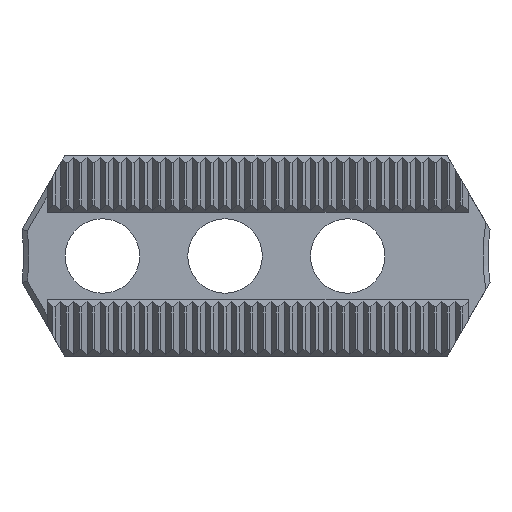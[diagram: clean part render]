
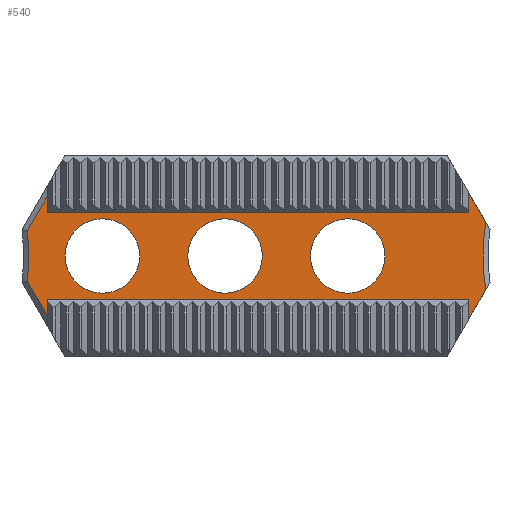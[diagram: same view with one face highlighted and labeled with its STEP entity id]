
A CAD part, left-side view. The second image highlights one B-rep face of the part: STEP entity #540.
In plain terms, the highlighted planar face has unit normal (-1, 0, 0).
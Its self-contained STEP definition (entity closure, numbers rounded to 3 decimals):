
#20 = EDGE_CURVE ( 'NONE', #5521, #3909, #5253, .T. ) ;
#133 = DIRECTION ( 'NONE',  ( 0., 0., 1. ) ) ;
#272 = VERTEX_POINT ( 'NONE', #3782 ) ;
#485 = EDGE_CURVE ( 'NONE', #664, #8599, #7481, .T. ) ;
#523 = DIRECTION ( 'NONE',  ( 0., 0., -1. ) ) ;
#540 = ADVANCED_FACE ( 'NONE', ( #8516, #6446, #9374, #7790 ), #4142, .F. ) ;
#566 = CARTESIAN_POINT ( 'NONE',  ( 4., -19., 0. ) ) ;
#664 = VERTEX_POINT ( 'NONE', #6994 ) ;
#786 = AXIS2_PLACEMENT_3D ( 'NONE', #2084, #4985, #1411 ) ;
#795 = DIRECTION ( 'NONE',  ( 0., 0., -1. ) ) ;
#872 = VERTEX_POINT ( 'NONE', #7556 ) ;
#974 = VERTEX_POINT ( 'NONE', #7896 ) ;
#1021 = CARTESIAN_POINT ( 'NONE',  ( 4., 50.25, -11.5 ) ) ;
#1095 = AXIS2_PLACEMENT_3D ( 'NONE', #2328, #9003, #1732 ) ;
#1112 = VERTEX_POINT ( 'NONE', #5882 ) ;
#1172 = LINE ( 'NONE', #5524, #7681 ) ;
#1260 = ORIENTED_EDGE ( 'NONE', *, *, #8306, .T. ) ;
#1343 = CARTESIAN_POINT ( 'NONE',  ( 4., 0.227, 3.806 ) ) ;
#1356 = LINE ( 'NONE', #3351, #1637 ) ;
#1384 = DIRECTION ( 'NONE',  ( 1., 0., 0. ) ) ;
#1396 = DIRECTION ( 'NONE',  ( 0., 0., 1. ) ) ;
#1411 = DIRECTION ( 'NONE',  ( 0., 0., -1. ) ) ;
#1499 = CARTESIAN_POINT ( 'NONE',  ( 4., 2.25, 7.31 ) ) ;
#1590 = EDGE_CURVE ( 'NONE', #974, #4277, #2884, .T. ) ;
#1637 = VECTOR ( 'NONE', #4267, 1000. ) ;
#1661 = VECTOR ( 'NONE', #6099, 1000. ) ;
#1732 = DIRECTION ( 'NONE',  ( 0., 0., -1. ) ) ;
#1760 = CARTESIAN_POINT ( 'NONE',  ( 4., 2.25, -11.5 ) ) ;
#1829 = VERTEX_POINT ( 'NONE', #6164 ) ;
#1956 = DIRECTION ( 'NONE',  ( 0., 0., -1. ) ) ;
#1986 = VECTOR ( 'NONE', #5986, 1000. ) ;
#2022 = VECTOR ( 'NONE', #8244, 1000. ) ;
#2052 = DIRECTION ( 'NONE',  ( 0., 0., -1. ) ) ;
#2084 = CARTESIAN_POINT ( 'NONE',  ( 4., 30., 0. ) ) ;
#2181 = EDGE_CURVE ( 'NONE', #3299, #1829, #1172, .T. ) ;
#2250 = LINE ( 'NONE', #6014, #4221 ) ;
#2281 = CARTESIAN_POINT ( 'NONE',  ( 4., 44., -4.25 ) ) ;
#2328 = CARTESIAN_POINT ( 'NONE',  ( 4., 79., 0. ) ) ;
#2401 = ORIENTED_EDGE ( 'NONE', *, *, #485, .T. ) ;
#2410 = VERTEX_POINT ( 'NONE', #2281 ) ;
#2454 = AXIS2_PLACEMENT_3D ( 'NONE', #7066, #2823, #523 ) ;
#2526 = EDGE_CURVE ( 'NONE', #4277, #1829, #2911, .T. ) ;
#2538 = AXIS2_PLACEMENT_3D ( 'NONE', #2615, #8609, #2052 ) ;
#2615 = CARTESIAN_POINT ( 'NONE',  ( 4., 44., 0. ) ) ;
#2776 = EDGE_CURVE ( 'NONE', #3888, #272, #1356, .T. ) ;
#2823 = DIRECTION ( 'NONE',  ( 1., 0., 0. ) ) ;
#2884 = LINE ( 'NONE', #5794, #5532 ) ;
#2911 = LINE ( 'NONE', #3801, #7897 ) ;
#2934 = CIRCLE ( 'NONE', #6725, 4.25 ) ;
#2989 = CARTESIAN_POINT ( 'NONE',  ( 4., 36.243, -31.126 ) ) ;
#2994 = ORIENTED_EDGE ( 'NONE', *, *, #5043, .F. ) ;
#3003 = CARTESIAN_POINT ( 'NONE',  ( 4., 50.25, -6.864 ) ) ;
#3086 = LINE ( 'NONE', #2989, #5068 ) ;
#3198 = CARTESIAN_POINT ( 'NONE',  ( 4., 50.25, 5. ) ) ;
#3299 = VERTEX_POINT ( 'NONE', #3003 ) ;
#3351 = CARTESIAN_POINT ( 'NONE',  ( 4., 46.202, 13.876 ) ) ;
#3353 = AXIS2_PLACEMENT_3D ( 'NONE', #566, #1384, #1956 ) ;
#3720 = ORIENTED_EDGE ( 'NONE', *, *, #7772, .T. ) ;
#3761 = EDGE_CURVE ( 'NONE', #2410, #2410, #4986, .T. ) ;
#3782 = CARTESIAN_POINT ( 'NONE',  ( 4., 52.555, 2.871 ) ) ;
#3798 = ORIENTED_EDGE ( 'NONE', *, *, #9451, .T. ) ;
#3801 = CARTESIAN_POINT ( 'NONE',  ( 4., -0.238, -5. ) ) ;
#3858 = ORIENTED_EDGE ( 'NONE', *, *, #9432, .T. ) ;
#3876 = ORIENTED_EDGE ( 'NONE', *, *, #2181, .T. ) ;
#3888 = VERTEX_POINT ( 'NONE', #8882 ) ;
#3909 = VERTEX_POINT ( 'NONE', #1499 ) ;
#4039 = ORIENTED_EDGE ( 'NONE', *, *, #5157, .F. ) ;
#4142 = PLANE ( 'NONE',  #2454 ) ;
#4221 = VECTOR ( 'NONE', #5241, 1000. ) ;
#4267 = DIRECTION ( 'NONE',  ( 0., 0.5, -0.866 ) ) ;
#4277 = VERTEX_POINT ( 'NONE', #5438 ) ;
#4473 = ORIENTED_EDGE ( 'NONE', *, *, #2776, .T. ) ;
#4593 = LINE ( 'NONE', #7517, #2022 ) ;
#4606 = CIRCLE ( 'NONE', #1095, 26.6 ) ;
#4636 = CARTESIAN_POINT ( 'NONE',  ( 4., 16., -4.25 ) ) ;
#4682 = ORIENTED_EDGE ( 'NONE', *, *, #1590, .F. ) ;
#4985 = DIRECTION ( 'NONE',  ( 1., 0., 0. ) ) ;
#4986 = CIRCLE ( 'NONE', #2538, 4.25 ) ;
#5043 = EDGE_CURVE ( 'NONE', #664, #974, #2250, .T. ) ;
#5068 = VECTOR ( 'NONE', #6170, 1000. ) ;
#5157 = EDGE_CURVE ( 'NONE', #3909, #8599, #6806, .T. ) ;
#5241 = DIRECTION ( 'NONE',  ( 0., 0.5, -0.866 ) ) ;
#5253 = LINE ( 'NONE', #1760, #1986 ) ;
#5305 = EDGE_LOOP ( 'NONE', ( #8789 ) ) ;
#5438 = CARTESIAN_POINT ( 'NONE',  ( 4., 2.25, -5. ) ) ;
#5521 = VERTEX_POINT ( 'NONE', #5584 ) ;
#5524 = CARTESIAN_POINT ( 'NONE',  ( 4., 50.25, -11.5 ) ) ;
#5532 = VECTOR ( 'NONE', #1396, 1000. ) ;
#5584 = CARTESIAN_POINT ( 'NONE',  ( 4., 2.25, 5. ) ) ;
#5670 = VECTOR ( 'NONE', #133, 1000. ) ;
#5794 = CARTESIAN_POINT ( 'NONE',  ( 4., 2.25, -11.5 ) ) ;
#5882 = CARTESIAN_POINT ( 'NONE',  ( 4., 52.555, -2.871 ) ) ;
#5986 = DIRECTION ( 'NONE',  ( 0., 0., 1. ) ) ;
#6014 = CARTESIAN_POINT ( 'NONE',  ( 4., 4.669, -11.5 ) ) ;
#6051 = DIRECTION ( 'NONE',  ( 1., 0., 0. ) ) ;
#6099 = DIRECTION ( 'NONE',  ( 0., -0.5, -0.866 ) ) ;
#6123 = CIRCLE ( 'NONE', #786, 4.25 ) ;
#6164 = CARTESIAN_POINT ( 'NONE',  ( 4., 50.25, -5. ) ) ;
#6170 = DIRECTION ( 'NONE',  ( 0., -0.5, -0.866 ) ) ;
#6446 = FACE_BOUND ( 'NONE', #6799, .T. ) ;
#6596 = ORIENTED_EDGE ( 'NONE', *, *, #8134, .T. ) ;
#6659 = DIRECTION ( 'NONE',  ( 0., 1., 0. ) ) ;
#6725 = AXIS2_PLACEMENT_3D ( 'NONE', #8889, #6051, #795 ) ;
#6799 = EDGE_LOOP ( 'NONE', ( #3720 ) ) ;
#6806 = LINE ( 'NONE', #7621, #1661 ) ;
#6860 = DIRECTION ( 'NONE',  ( 0., 0., 1. ) ) ;
#6994 = CARTESIAN_POINT ( 'NONE',  ( 4., 0.227, -3.806 ) ) ;
#7031 = EDGE_LOOP ( 'NONE', ( #2994, #2401, #4039, #7971, #3858, #8996, #4473, #3798, #1260, #3876, #8163, #4682 ) ) ;
#7066 = CARTESIAN_POINT ( 'NONE',  ( 4., 2.25, -11.5 ) ) ;
#7424 = VERTEX_POINT ( 'NONE', #4636 ) ;
#7481 = CIRCLE ( 'NONE', #3353, 19.6 ) ;
#7517 = CARTESIAN_POINT ( 'NONE',  ( 4., -0.238, 5. ) ) ;
#7556 = CARTESIAN_POINT ( 'NONE',  ( 4., 30., -4.25 ) ) ;
#7621 = CARTESIAN_POINT ( 'NONE',  ( 4., 4.669, 11.5 ) ) ;
#7681 = VECTOR ( 'NONE', #6860, 1000. ) ;
#7772 = EDGE_CURVE ( 'NONE', #7424, #7424, #2934, .T. ) ;
#7790 = FACE_BOUND ( 'NONE', #5305, .T. ) ;
#7896 = CARTESIAN_POINT ( 'NONE',  ( 4., 2.25, -7.31 ) ) ;
#7897 = VECTOR ( 'NONE', #6659, 1000. ) ;
#7971 = ORIENTED_EDGE ( 'NONE', *, *, #20, .F. ) ;
#8134 = EDGE_CURVE ( 'NONE', #872, #872, #6123, .T. ) ;
#8163 = ORIENTED_EDGE ( 'NONE', *, *, #2526, .F. ) ;
#8244 = DIRECTION ( 'NONE',  ( 0., 1., 0. ) ) ;
#8306 = EDGE_CURVE ( 'NONE', #1112, #3299, #3086, .T. ) ;
#8344 = LINE ( 'NONE', #1021, #5670 ) ;
#8516 = FACE_OUTER_BOUND ( 'NONE', #7031, .T. ) ;
#8599 = VERTEX_POINT ( 'NONE', #1343 ) ;
#8609 = DIRECTION ( 'NONE',  ( 1., 0., 0. ) ) ;
#8730 = VERTEX_POINT ( 'NONE', #3198 ) ;
#8789 = ORIENTED_EDGE ( 'NONE', *, *, #3761, .T. ) ;
#8882 = CARTESIAN_POINT ( 'NONE',  ( 4., 50.25, 6.864 ) ) ;
#8889 = CARTESIAN_POINT ( 'NONE',  ( 4., 16., 0. ) ) ;
#8969 = EDGE_CURVE ( 'NONE', #8730, #3888, #8344, .T. ) ;
#8996 = ORIENTED_EDGE ( 'NONE', *, *, #8969, .T. ) ;
#9003 = DIRECTION ( 'NONE',  ( 1., 0., 0. ) ) ;
#9032 = EDGE_LOOP ( 'NONE', ( #6596 ) ) ;
#9374 = FACE_BOUND ( 'NONE', #9032, .T. ) ;
#9432 = EDGE_CURVE ( 'NONE', #5521, #8730, #4593, .T. ) ;
#9451 = EDGE_CURVE ( 'NONE', #272, #1112, #4606, .T. ) ;
